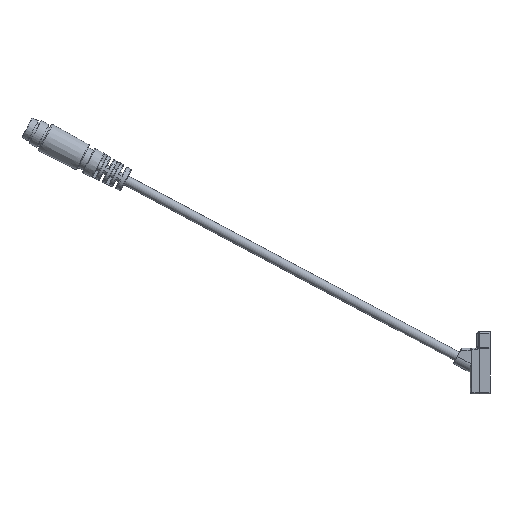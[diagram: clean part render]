
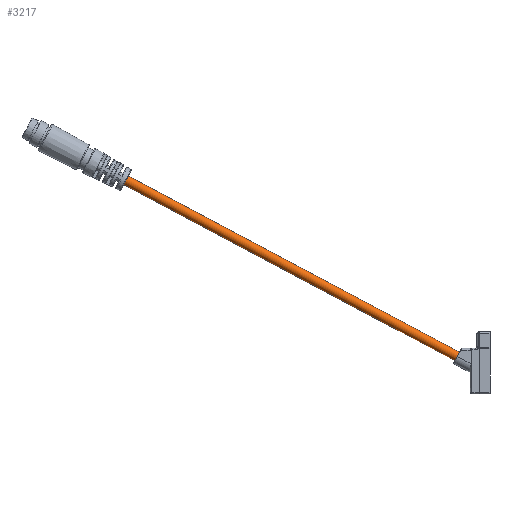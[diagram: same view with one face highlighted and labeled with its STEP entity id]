
A CAD part, left-side view. The second image highlights one B-rep face of the part: STEP entity #3217.
In plain terms, the highlighted cylindrical face has radius 1.46 mm (diameter 2.921 mm), a partial arc.
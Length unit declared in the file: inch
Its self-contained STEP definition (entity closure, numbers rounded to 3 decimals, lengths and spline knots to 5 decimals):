
#196 = CARTESIAN_POINT ( 'NONE',  ( 0.12597, 0.36747, -2.52836 ) ) ;
#360 = EDGE_CURVE ( 'NONE', #3923, #548, #10935, .T. ) ;
#548 = VERTEX_POINT ( 'NONE', #196 ) ;
#576 = CYLINDRICAL_SURFACE ( 'NONE', #7698, 0.0575 ) ;
#700 = DIRECTION ( 'NONE',  ( 0., 0.469, -0.883 ) ) ;
#730 = AXIS2_PLACEMENT_3D ( 'NONE', #7123, #1858, #7975 ) ;
#1377 = DIRECTION ( 'NONE',  ( 0., -0.883, -0.469 ) ) ;
#1592 = CARTESIAN_POINT ( 'NONE',  ( 0.12597, 4.43371, -0.43142 ) ) ;
#1858 = DIRECTION ( 'NONE',  ( 0., -0.883, -0.469 ) ) ;
#1944 = LINE ( 'NONE', #4193, #6335 ) ;
#2912 = VERTEX_POINT ( 'NONE', #5902 ) ;
#2940 = EDGE_CURVE ( 'NONE', #548, #8967, #3708, .T. ) ;
#3217 = ADVANCED_FACE ( 'NONE', ( #4113 ), #576, .T. ) ;
#3249 = CARTESIAN_POINT ( 'NONE',  ( 0.12597, 0.42145, -2.6299 ) ) ;
#3708 = CIRCLE ( 'NONE', #9813, 0.0575 ) ;
#3923 = VERTEX_POINT ( 'NONE', #6407 ) ;
#4113 = FACE_OUTER_BOUND ( 'NONE', #6984, .T. ) ;
#4193 = CARTESIAN_POINT ( 'NONE',  ( 0.12597, 4.46071, -0.48219 ) ) ;
#4799 = EDGE_CURVE ( 'NONE', #2912, #8967, #1944, .T. ) ;
#5305 = EDGE_CURVE ( 'NONE', #3923, #2912, #7339, .T. ) ;
#5636 = ORIENTED_EDGE ( 'NONE', *, *, #5305, .T. ) ;
#5902 = CARTESIAN_POINT ( 'NONE',  ( 0.12597, 4.41862, -0.50457 ) ) ;
#5971 = DIRECTION ( 'NONE',  ( 0., -0.883, -0.469 ) ) ;
#5975 = DIRECTION ( 'NONE',  ( 0., -0.883, -0.469 ) ) ;
#6335 = VECTOR ( 'NONE', #9256, 39.37008 ) ;
#6407 = CARTESIAN_POINT ( 'NONE',  ( 0.12597, 4.36463, -0.40303 ) ) ;
#6984 = EDGE_LOOP ( 'NONE', ( #7662, #5636, #10423, #8457 ) ) ;
#7123 = CARTESIAN_POINT ( 'NONE',  ( 0.12597, 4.39162, -0.4538 ) ) ;
#7339 = CIRCLE ( 'NONE', #730, 0.0575 ) ;
#7662 = ORIENTED_EDGE ( 'NONE', *, *, #360, .F. ) ;
#7698 = AXIS2_PLACEMENT_3D ( 'NONE', #1592, #5971, #8610 ) ;
#7975 = DIRECTION ( 'NONE',  ( 0., 0.469, -0.883 ) ) ;
#8457 = ORIENTED_EDGE ( 'NONE', *, *, #2940, .F. ) ;
#8610 = DIRECTION ( 'NONE',  ( 0., 0.469, -0.883 ) ) ;
#8967 = VERTEX_POINT ( 'NONE', #3249 ) ;
#9256 = DIRECTION ( 'NONE',  ( 0., -0.883, -0.469 ) ) ;
#9813 = AXIS2_PLACEMENT_3D ( 'NONE', #11062, #5975, #700 ) ;
#10423 = ORIENTED_EDGE ( 'NONE', *, *, #4799, .T. ) ;
#10669 = VECTOR ( 'NONE', #1377, 39.37008 ) ;
#10839 = CARTESIAN_POINT ( 'NONE',  ( 0.12597, 4.40672, -0.38065 ) ) ;
#10935 = LINE ( 'NONE', #10839, #10669 ) ;
#11062 = CARTESIAN_POINT ( 'NONE',  ( 0.12597, 0.39446, -2.57913 ) ) ;
